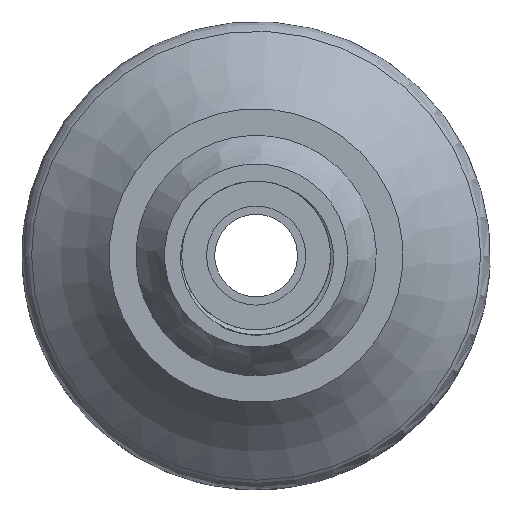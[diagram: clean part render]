
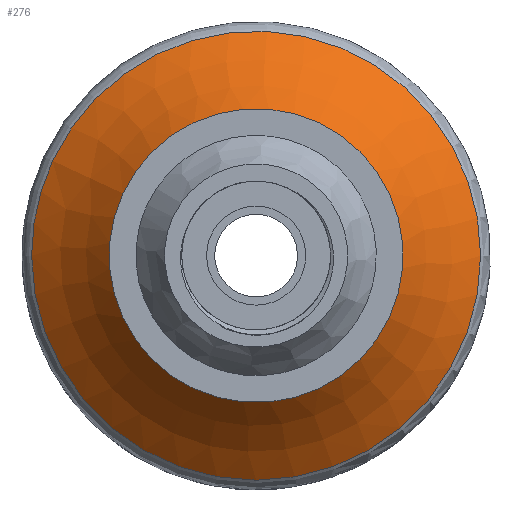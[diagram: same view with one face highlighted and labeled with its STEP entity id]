
A CAD part, top view. The second image highlights one B-rep face of the part: STEP entity #276.
In plain terms, the highlighted free-form (B-spline) face has degree [3, 3] with [4, 19] control points.
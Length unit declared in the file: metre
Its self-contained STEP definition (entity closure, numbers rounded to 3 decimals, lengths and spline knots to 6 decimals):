
#27=B_SPLINE_SURFACE_WITH_KNOTS('',3,3,((#501,#502,#503,#504,#505,#506,
#507,#508,#509,#510,#511,#512,#513,#514,#515,#516,#517,#518,#519),(#520,
#521,#522,#523,#524,#525,#526,#527,#528,#529,#530,#531,#532,#533,#534,#535,
#536,#537,#538),(#539,#540,#541,#542,#543,#544,#545,#546,#547,#548,#549,
#550,#551,#552,#553,#554,#555,#556,#557),(#558,#559,#560,#561,#562,#563,
#564,#565,#566,#567,#568,#569,#570,#571,#572,#573,#574,#575,#576)),
 .UNSPECIFIED.,.F.,.T.,.F.,(4,4),(1,1,1,1,1,1,1,1,1,1,1,1,1,1,1,1,1,1,1,
1,1,1,1),(0.725748,0.973832),(-1.178097,-0.785398,
-0.392699,0.,0.392699,0.785398,1.178097,
1.570796,1.963495,2.356194,2.748894,3.141593,
3.534292,3.926991,4.31969,4.712389,5.105088,
5.497787,5.890486,6.283185,6.675884,7.068583,
7.461283),.UNSPECIFIED.);
#73=ORIENTED_EDGE('',*,*,#138,.T.);
#74=ORIENTED_EDGE('',*,*,#139,.F.);
#138=EDGE_CURVE('',#173,#173,#191,.T.);
#139=EDGE_CURVE('',#174,#174,#192,.T.);
#173=VERTEX_POINT('',#578);
#174=VERTEX_POINT('',#580);
#191=CIRCLE('',#321,0.036918);
#192=CIRCLE('',#322,0.024164);
#210=EDGE_LOOP('',(#73));
#211=EDGE_LOOP('',(#74));
#244=FACE_BOUND('',#210,.T.);
#245=FACE_BOUND('',#211,.T.);
#276=ADVANCED_FACE('',(#244,#245),#27,.T.);
#321=AXIS2_PLACEMENT_3D('',#577,#369,#370);
#322=AXIS2_PLACEMENT_3D('',#579,#371,#372);
#369=DIRECTION('',(0.,0.,1.));
#370=DIRECTION('',(1.,0.,0.));
#371=DIRECTION('',(0.,0.,1.));
#372=DIRECTION('',(-0.906,0.423,0.));
#501=CARTESIAN_POINT('',(-0.01675,0.018279,0.019107));
#502=CARTESIAN_POINT('',(-0.02247,0.010478,0.019107));
#503=CARTESIAN_POINT('',(-0.02477,0.001081,0.019107));
#504=CARTESIAN_POINT('',(-0.023298,-0.00848,0.019107));
#505=CARTESIAN_POINT('',(-0.018279,-0.01675,0.019107));
#506=CARTESIAN_POINT('',(-0.010478,-0.02247,0.019107));
#507=CARTESIAN_POINT('',(-0.001081,-0.02477,0.019107));
#508=CARTESIAN_POINT('',(0.00848,-0.023298,0.019107));
#509=CARTESIAN_POINT('',(0.01675,-0.018279,0.019107));
#510=CARTESIAN_POINT('',(0.02247,-0.010478,0.019107));
#511=CARTESIAN_POINT('',(0.02477,-0.001081,0.019107));
#512=CARTESIAN_POINT('',(0.023298,0.00848,0.019107));
#513=CARTESIAN_POINT('',(0.018279,0.01675,0.019107));
#514=CARTESIAN_POINT('',(0.010478,0.02247,0.019107));
#515=CARTESIAN_POINT('',(0.001081,0.02477,0.019107));
#516=CARTESIAN_POINT('',(-0.00848,0.023298,0.019107));
#517=CARTESIAN_POINT('',(-0.01675,0.018279,0.019107));
#518=CARTESIAN_POINT('',(-0.02247,0.010478,0.019107));
#519=CARTESIAN_POINT('',(-0.02477,0.001081,0.019107));
#520=CARTESIAN_POINT('',(-0.019283,0.021044,0.014422));
#521=CARTESIAN_POINT('',(-0.025869,0.012063,0.014422));
#522=CARTESIAN_POINT('',(-0.028516,0.001245,0.014422));
#523=CARTESIAN_POINT('',(-0.026822,-0.009762,0.014422));
#524=CARTESIAN_POINT('',(-0.021044,-0.019283,0.014422));
#525=CARTESIAN_POINT('',(-0.012063,-0.025869,0.014422));
#526=CARTESIAN_POINT('',(-0.001245,-0.028516,0.014422));
#527=CARTESIAN_POINT('',(0.009762,-0.026822,0.014422));
#528=CARTESIAN_POINT('',(0.019283,-0.021044,0.014422));
#529=CARTESIAN_POINT('',(0.025869,-0.012063,0.014422));
#530=CARTESIAN_POINT('',(0.028516,-0.001245,0.014422));
#531=CARTESIAN_POINT('',(0.026822,0.009762,0.014422));
#532=CARTESIAN_POINT('',(0.021044,0.019283,0.014422));
#533=CARTESIAN_POINT('',(0.012063,0.025869,0.014422));
#534=CARTESIAN_POINT('',(0.001245,0.028516,0.014422));
#535=CARTESIAN_POINT('',(-0.009762,0.026822,0.014422));
#536=CARTESIAN_POINT('',(-0.019283,0.021044,0.014422));
#537=CARTESIAN_POINT('',(-0.025869,0.012063,0.014422));
#538=CARTESIAN_POINT('',(-0.028516,0.001245,0.014422));
#539=CARTESIAN_POINT('',(-0.022179,0.024204,0.009888));
#540=CARTESIAN_POINT('',(-0.029754,0.013874,0.009888));
#541=CARTESIAN_POINT('',(-0.032798,0.001432,0.009888));
#542=CARTESIAN_POINT('',(-0.03085,-0.011228,0.009888));
#543=CARTESIAN_POINT('',(-0.024204,-0.022179,0.009888));
#544=CARTESIAN_POINT('',(-0.013874,-0.029754,0.009888));
#545=CARTESIAN_POINT('',(-0.001432,-0.032798,0.009888));
#546=CARTESIAN_POINT('',(0.011228,-0.03085,0.009888));
#547=CARTESIAN_POINT('',(0.022179,-0.024204,0.009888));
#548=CARTESIAN_POINT('',(0.029754,-0.013874,0.009888));
#549=CARTESIAN_POINT('',(0.032798,-0.001432,0.009888));
#550=CARTESIAN_POINT('',(0.03085,0.011228,0.009888));
#551=CARTESIAN_POINT('',(0.024204,0.022179,0.009888));
#552=CARTESIAN_POINT('',(0.013874,0.029754,0.009888));
#553=CARTESIAN_POINT('',(0.001432,0.032798,0.009888));
#554=CARTESIAN_POINT('',(-0.011228,0.03085,0.009888));
#555=CARTESIAN_POINT('',(-0.022179,0.024204,0.009888));
#556=CARTESIAN_POINT('',(-0.029754,0.013874,0.009888));
#557=CARTESIAN_POINT('',(-0.032798,0.001432,0.009888));
#558=CARTESIAN_POINT('',(-0.025591,0.027927,0.006154));
#559=CARTESIAN_POINT('',(-0.03433,0.016008,0.006154));
#560=CARTESIAN_POINT('',(-0.037843,0.001652,0.006154));
#561=CARTESIAN_POINT('',(-0.035594,-0.012955,0.006154));
#562=CARTESIAN_POINT('',(-0.027927,-0.025591,0.006154));
#563=CARTESIAN_POINT('',(-0.016008,-0.03433,0.006154));
#564=CARTESIAN_POINT('',(-0.001652,-0.037843,0.006154));
#565=CARTESIAN_POINT('',(0.012955,-0.035594,0.006154));
#566=CARTESIAN_POINT('',(0.025591,-0.027927,0.006154));
#567=CARTESIAN_POINT('',(0.03433,-0.016008,0.006154));
#568=CARTESIAN_POINT('',(0.037843,-0.001652,0.006154));
#569=CARTESIAN_POINT('',(0.035594,0.012955,0.006154));
#570=CARTESIAN_POINT('',(0.027927,0.025591,0.006154));
#571=CARTESIAN_POINT('',(0.016008,0.03433,0.006154));
#572=CARTESIAN_POINT('',(0.001652,0.037843,0.006154));
#573=CARTESIAN_POINT('',(-0.012955,0.035594,0.006154));
#574=CARTESIAN_POINT('',(-0.025591,0.027927,0.006154));
#575=CARTESIAN_POINT('',(-0.03433,0.016008,0.006154));
#576=CARTESIAN_POINT('',(-0.037843,0.001652,0.006154));
#577=CARTESIAN_POINT('',(0.,0.,0.006154));
#578=CARTESIAN_POINT('',(0.036918,0.,0.006154));
#579=CARTESIAN_POINT('',(0.,0.,0.019107));
#580=CARTESIAN_POINT('',(-0.0219,0.010212,0.019107));
